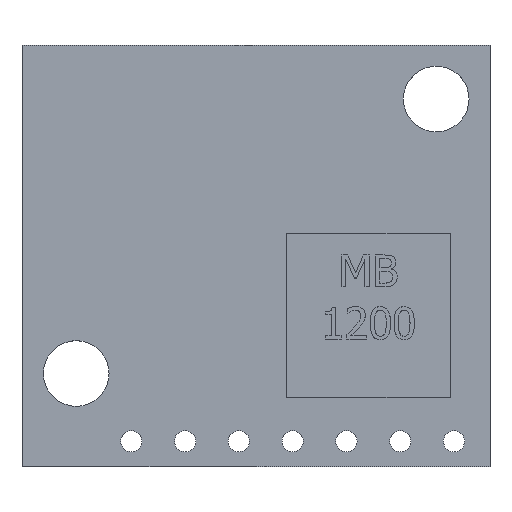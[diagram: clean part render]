
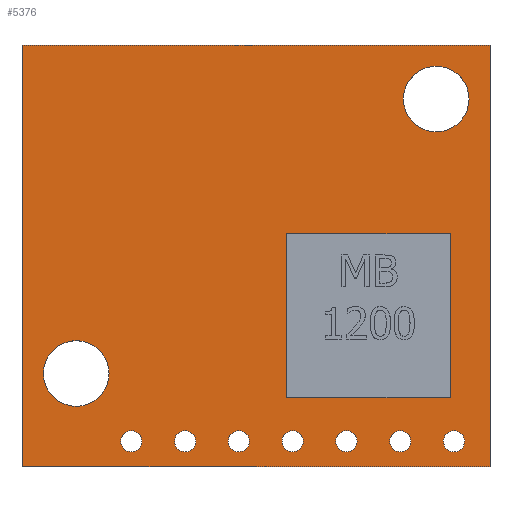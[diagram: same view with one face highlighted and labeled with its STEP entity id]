
A CAD part, top view. The second image highlights one B-rep face of the part: STEP entity #5376.
In plain terms, the highlighted planar face has unit normal (0, 0, 1).
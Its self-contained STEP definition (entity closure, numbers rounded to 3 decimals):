
#4850=CARTESIAN_POINT('',(9.17,-6.69,1.6));
#4851=VERTEX_POINT('',#4850);
#4858=CARTESIAN_POINT('',(9.17,1.03,1.6));
#4859=VERTEX_POINT('',#4858);
#4860=CARTESIAN_POINT('',(9.17,1.03,1.6));
#4861=DIRECTION('',(0.0,-1.0,0.0));
#4862=VECTOR('',#4861,7.72);
#4863=LINE('',#4860,#4862);
#4864=EDGE_CURVE('',#4859,#4851,#4863,.T.);
#4881=CARTESIAN_POINT('',(1.45,-6.69,1.6));
#4882=VERTEX_POINT('',#4881);
#4889=CARTESIAN_POINT('',(9.17,-6.69,1.6));
#4890=DIRECTION('',(-1.0,0.0,0.0));
#4891=VECTOR('',#4890,7.72);
#4892=LINE('',#4889,#4891);
#4893=EDGE_CURVE('',#4851,#4882,#4892,.T.);
#4905=CARTESIAN_POINT('',(1.45,1.03,1.6));
#4906=VERTEX_POINT('',#4905);
#4913=CARTESIAN_POINT('',(1.45,-6.69,1.6));
#4914=DIRECTION('',(0.0,1.0,0.0));
#4915=VECTOR('',#4914,7.72);
#4916=LINE('',#4913,#4915);
#4917=EDGE_CURVE('',#4882,#4906,#4916,.T.);
#4930=CARTESIAN_POINT('',(1.45,1.03,1.6));
#4931=DIRECTION('',(1.0,0.0,0.0));
#4932=VECTOR('',#4931,7.72);
#4933=LINE('',#4930,#4932);
#4934=EDGE_CURVE('',#4906,#4859,#4933,.T.);
#4961=CARTESIAN_POINT('',(10.06,7.41,1.6));
#4962=VERTEX_POINT('',#4961);
#4963=CARTESIAN_POINT('',(8.51,7.41,1.6));
#4964=DIRECTION('',(0.0,0.0,-1.0));
#4965=DIRECTION('',(-1.0,0.0,0.0));
#4966=AXIS2_PLACEMENT_3D('',#4963,#4964,#4965);
#4967=CIRCLE('',#4966,1.55);
#4968=EDGE_CURVE('',#4962,#4962,#4967,.T.);
#4989=CARTESIAN_POINT('',(-6.94,-5.55,1.6));
#4990=VERTEX_POINT('',#4989);
#4991=CARTESIAN_POINT('',(-8.49,-5.55,1.6));
#4992=DIRECTION('',(0.0,0.0,-1.0));
#4993=DIRECTION('',(-1.0,0.0,0.0));
#4994=AXIS2_PLACEMENT_3D('',#4991,#4992,#4993);
#4995=CIRCLE('',#4994,1.55);
#4996=EDGE_CURVE('',#4990,#4990,#4995,.T.);
#5017=CARTESIAN_POINT('',(9.85,-8.75,1.6));
#5018=VERTEX_POINT('',#5017);
#5019=CARTESIAN_POINT('',(9.35,-8.75,1.6));
#5020=DIRECTION('',(0.0,0.0,-1.0));
#5021=DIRECTION('',(-1.0,0.0,0.0));
#5022=AXIS2_PLACEMENT_3D('',#5019,#5020,#5021);
#5023=CIRCLE('',#5022,0.5);
#5024=EDGE_CURVE('',#5018,#5018,#5023,.T.);
#5045=CARTESIAN_POINT('',(7.31,-8.75,1.6));
#5046=VERTEX_POINT('',#5045);
#5047=CARTESIAN_POINT('',(6.81,-8.75,1.6));
#5048=DIRECTION('',(0.0,0.0,-1.0));
#5049=DIRECTION('',(-1.0,0.0,0.0));
#5050=AXIS2_PLACEMENT_3D('',#5047,#5048,#5049);
#5051=CIRCLE('',#5050,0.5);
#5052=EDGE_CURVE('',#5046,#5046,#5051,.T.);
#5073=CARTESIAN_POINT('',(4.77,-8.75,1.6));
#5074=VERTEX_POINT('',#5073);
#5075=CARTESIAN_POINT('',(4.27,-8.75,1.6));
#5076=DIRECTION('',(0.0,0.0,-1.0));
#5077=DIRECTION('',(-1.0,0.0,0.0));
#5078=AXIS2_PLACEMENT_3D('',#5075,#5076,#5077);
#5079=CIRCLE('',#5078,0.5);
#5080=EDGE_CURVE('',#5074,#5074,#5079,.T.);
#5101=CARTESIAN_POINT('',(2.23,-8.75,1.6));
#5102=VERTEX_POINT('',#5101);
#5103=CARTESIAN_POINT('',(1.73,-8.75,1.6));
#5104=DIRECTION('',(0.0,0.0,-1.0));
#5105=DIRECTION('',(-1.0,0.0,0.0));
#5106=AXIS2_PLACEMENT_3D('',#5103,#5104,#5105);
#5107=CIRCLE('',#5106,0.5);
#5108=EDGE_CURVE('',#5102,#5102,#5107,.T.);
#5129=CARTESIAN_POINT('',(-0.31,-8.75,1.6));
#5130=VERTEX_POINT('',#5129);
#5131=CARTESIAN_POINT('',(-0.81,-8.75,1.6));
#5132=DIRECTION('',(0.0,0.0,-1.0));
#5133=DIRECTION('',(-1.0,0.0,0.0));
#5134=AXIS2_PLACEMENT_3D('',#5131,#5132,#5133);
#5135=CIRCLE('',#5134,0.5);
#5136=EDGE_CURVE('',#5130,#5130,#5135,.T.);
#5157=CARTESIAN_POINT('',(-2.85,-8.75,1.6));
#5158=VERTEX_POINT('',#5157);
#5159=CARTESIAN_POINT('',(-3.35,-8.75,1.6));
#5160=DIRECTION('',(0.0,0.0,-1.0));
#5161=DIRECTION('',(-1.0,0.0,0.0));
#5162=AXIS2_PLACEMENT_3D('',#5159,#5160,#5161);
#5163=CIRCLE('',#5162,0.5);
#5164=EDGE_CURVE('',#5158,#5158,#5163,.T.);
#5185=CARTESIAN_POINT('',(-5.39,-8.75,1.6));
#5186=VERTEX_POINT('',#5185);
#5187=CARTESIAN_POINT('',(-5.89,-8.75,1.6));
#5188=DIRECTION('',(0.0,0.0,-1.0));
#5189=DIRECTION('',(-1.0,0.0,0.0));
#5190=AXIS2_PLACEMENT_3D('',#5187,#5188,#5189);
#5191=CIRCLE('',#5190,0.5);
#5192=EDGE_CURVE('',#5186,#5186,#5191,.T.);
#5213=CARTESIAN_POINT('',(11.05,9.95,1.6));
#5214=VERTEX_POINT('',#5213);
#5215=CARTESIAN_POINT('',(11.05,-9.95,1.6));
#5216=VERTEX_POINT('',#5215);
#5217=CARTESIAN_POINT('',(11.05,9.95,1.6));
#5218=DIRECTION('',(0.0,-1.0,0.0));
#5219=VECTOR('',#5218,19.9);
#5220=LINE('',#5217,#5219);
#5221=EDGE_CURVE('',#5214,#5216,#5220,.T.);
#5253=CARTESIAN_POINT('',(-11.05,-9.95,1.6));
#5254=VERTEX_POINT('',#5253);
#5255=CARTESIAN_POINT('',(11.05,-9.95,1.6));
#5256=DIRECTION('',(-1.0,0.0,0.0));
#5257=VECTOR('',#5256,22.1);
#5258=LINE('',#5255,#5257);
#5259=EDGE_CURVE('',#5216,#5254,#5258,.T.);
#5284=CARTESIAN_POINT('',(-11.05,9.95,1.6));
#5285=VERTEX_POINT('',#5284);
#5286=CARTESIAN_POINT('',(-11.05,-9.95,1.6));
#5287=DIRECTION('',(0.0,1.0,0.0));
#5288=VECTOR('',#5287,19.9);
#5289=LINE('',#5286,#5288);
#5290=EDGE_CURVE('',#5254,#5285,#5289,.T.);
#5315=CARTESIAN_POINT('',(-11.05,9.95,1.6));
#5316=DIRECTION('',(1.0,0.0,0.0));
#5317=VECTOR('',#5316,22.1);
#5318=LINE('',#5315,#5317);
#5319=EDGE_CURVE('',#5285,#5214,#5318,.T.);
#5332=CARTESIAN_POINT('',(0.0,0.,1.6));
#5333=DIRECTION('',(0.0,0.0,1.0));
#5334=DIRECTION('',(1.0,0.0,0.0));
#5335=AXIS2_PLACEMENT_3D('',#5332,#5333,#5334);
#5336=PLANE('',#5335);
#5337=ORIENTED_EDGE('',*,*,#5221,.F.);
#5338=ORIENTED_EDGE('',*,*,#5319,.F.);
#5339=ORIENTED_EDGE('',*,*,#5290,.F.);
#5340=ORIENTED_EDGE('',*,*,#5259,.F.);
#5341=EDGE_LOOP('',(#5337,#5338,#5339,#5340));
#5342=FACE_OUTER_BOUND('',#5341,.T.);
#5343=ORIENTED_EDGE('',*,*,#4864,.T.);
#5344=ORIENTED_EDGE('',*,*,#4893,.T.);
#5345=ORIENTED_EDGE('',*,*,#4917,.T.);
#5346=ORIENTED_EDGE('',*,*,#4934,.T.);
#5347=EDGE_LOOP('',(#5343,#5344,#5345,#5346));
#5348=FACE_BOUND('',#5347,.T.);
#5349=ORIENTED_EDGE('',*,*,#4968,.T.);
#5350=EDGE_LOOP('',(#5349));
#5351=FACE_BOUND('',#5350,.T.);
#5352=ORIENTED_EDGE('',*,*,#4996,.T.);
#5353=EDGE_LOOP('',(#5352));
#5354=FACE_BOUND('',#5353,.T.);
#5355=ORIENTED_EDGE('',*,*,#5024,.T.);
#5356=EDGE_LOOP('',(#5355));
#5357=FACE_BOUND('',#5356,.T.);
#5358=ORIENTED_EDGE('',*,*,#5052,.T.);
#5359=EDGE_LOOP('',(#5358));
#5360=FACE_BOUND('',#5359,.T.);
#5361=ORIENTED_EDGE('',*,*,#5080,.T.);
#5362=EDGE_LOOP('',(#5361));
#5363=FACE_BOUND('',#5362,.T.);
#5364=ORIENTED_EDGE('',*,*,#5108,.T.);
#5365=EDGE_LOOP('',(#5364));
#5366=FACE_BOUND('',#5365,.T.);
#5367=ORIENTED_EDGE('',*,*,#5136,.T.);
#5368=EDGE_LOOP('',(#5367));
#5369=FACE_BOUND('',#5368,.T.);
#5370=ORIENTED_EDGE('',*,*,#5164,.T.);
#5371=EDGE_LOOP('',(#5370));
#5372=FACE_BOUND('',#5371,.T.);
#5373=ORIENTED_EDGE('',*,*,#5192,.T.);
#5374=EDGE_LOOP('',(#5373));
#5375=FACE_BOUND('',#5374,.T.);
#5376=ADVANCED_FACE('',(#5342,#5348,#5351,#5354,#5357,#5360,#5363,#5366,#5369,#5372,#5375),#5336,.T.);
